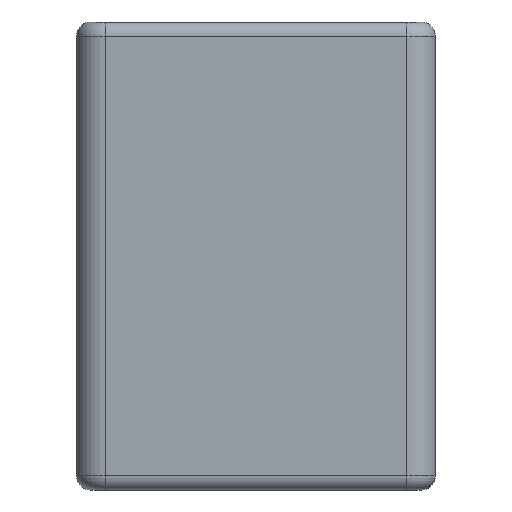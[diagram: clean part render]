
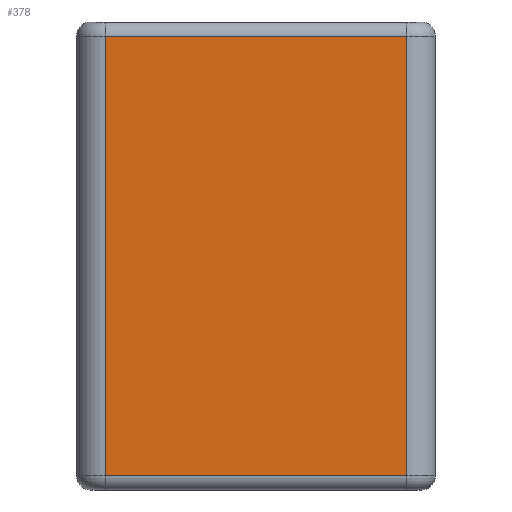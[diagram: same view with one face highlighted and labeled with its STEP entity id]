
A CAD part, left-side view. The second image highlights one B-rep face of the part: STEP entity #378.
In plain terms, the highlighted planar face has unit normal (-1, 0, 0).
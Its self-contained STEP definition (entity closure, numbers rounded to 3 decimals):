
#131 = VERTEX_POINT('',#132);
#132 = CARTESIAN_POINT('',(0.,11.5,15.8));
#183 = VERTEX_POINT('',#184);
#184 = CARTESIAN_POINT('',(0.,1.,15.8));
#191 = EDGE_CURVE('',#183,#131,#192,.T.);
#192 = LINE('',#193,#194);
#193 = CARTESIAN_POINT('',(0.,1.,15.8));
#194 = VECTOR('',#195,1.);
#195 = DIRECTION('',(0.,1.,0.));
#334 = VERTEX_POINT('',#335);
#335 = CARTESIAN_POINT('',(0.,11.5,0.5));
#342 = EDGE_CURVE('',#334,#131,#343,.T.);
#343 = LINE('',#344,#345);
#344 = CARTESIAN_POINT('',(0.,11.5,0.));
#345 = VECTOR('',#346,1.);
#346 = DIRECTION('',(0.,0.,1.));
#378 = ADVANCED_FACE('',(#379),#397,.F.);
#379 = FACE_BOUND('',#380,.F.);
#380 = EDGE_LOOP('',(#381,#389,#395,#396));
#381 = ORIENTED_EDGE('',*,*,#382,.F.);
#382 = EDGE_CURVE('',#383,#183,#385,.T.);
#383 = VERTEX_POINT('',#384);
#384 = CARTESIAN_POINT('',(0.,1.,0.5));
#385 = LINE('',#386,#387);
#386 = CARTESIAN_POINT('',(0.,1.,0.));
#387 = VECTOR('',#388,1.);
#388 = DIRECTION('',(0.,0.,1.));
#389 = ORIENTED_EDGE('',*,*,#390,.T.);
#390 = EDGE_CURVE('',#383,#334,#391,.T.);
#391 = LINE('',#392,#393);
#392 = CARTESIAN_POINT('',(0.,1.,0.5));
#393 = VECTOR('',#394,1.);
#394 = DIRECTION('',(0.,1.,0.));
#395 = ORIENTED_EDGE('',*,*,#342,.T.);
#396 = ORIENTED_EDGE('',*,*,#191,.F.);
#397 = PLANE('',#398);
#398 = AXIS2_PLACEMENT_3D('',#399,#400,#401);
#399 = CARTESIAN_POINT('',(0.,0.,0.));
#400 = DIRECTION('',(1.,0.,0.));
#401 = DIRECTION('',(0.,0.,1.));
